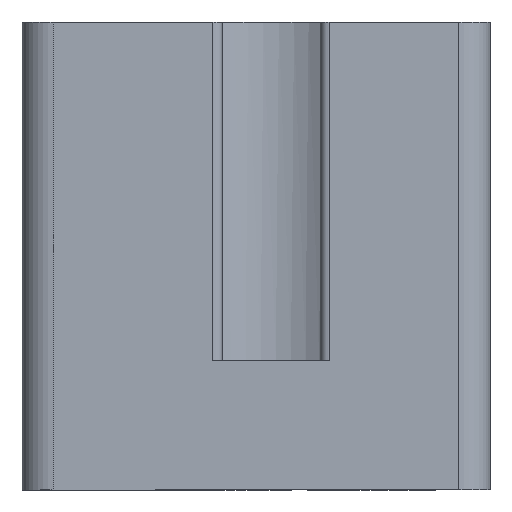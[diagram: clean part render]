
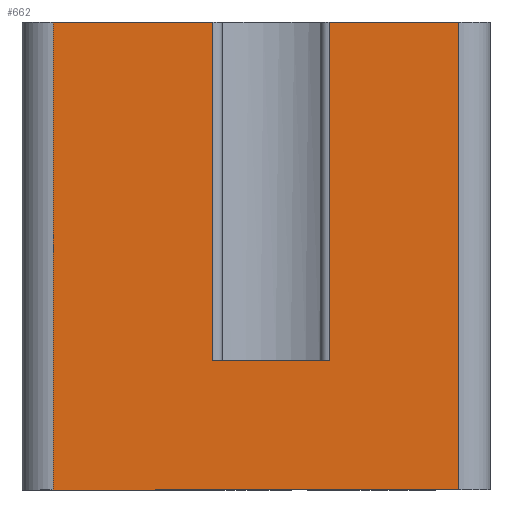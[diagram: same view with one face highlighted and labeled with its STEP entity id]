
A CAD part, front view. The second image highlights one B-rep face of the part: STEP entity #662.
In plain terms, the highlighted planar face has unit normal (0, -1, 0).
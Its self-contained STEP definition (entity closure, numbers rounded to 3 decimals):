
#26=PLANE('',#727);
#51=FACE_OUTER_BOUND('',#87,.T.);
#87=EDGE_LOOP('',(#502,#503,#504,#505,#506,#507,#508,#509,#510));
#119=LINE('',#990,#182);
#125=LINE('',#1003,#188);
#128=LINE('',#1015,#191);
#134=LINE('',#1039,#197);
#148=LINE('',#1072,#211);
#150=LINE('',#1077,#213);
#151=LINE('',#1079,#214);
#152=LINE('',#1081,#215);
#153=LINE('',#1082,#216);
#182=VECTOR('',#783,10.);
#188=VECTOR('',#793,10.);
#191=VECTOR('',#802,10.);
#197=VECTOR('',#822,10.);
#211=VECTOR('',#852,10.);
#213=VECTOR('',#858,10.);
#214=VECTOR('',#859,10.);
#215=VECTOR('',#860,10.);
#216=VECTOR('',#861,10.);
#279=VERTEX_POINT('',#983);
#282=VERTEX_POINT('',#988);
#287=VERTEX_POINT('',#1002);
#292=VERTEX_POINT('',#1012);
#293=VERTEX_POINT('',#1014);
#304=VERTEX_POINT('',#1038);
#315=VERTEX_POINT('',#1071);
#317=VERTEX_POINT('',#1078);
#318=VERTEX_POINT('',#1080);
#345=EDGE_CURVE('',#282,#279,#119,.T.);
#351=EDGE_CURVE('',#279,#287,#125,.T.);
#357=EDGE_CURVE('',#292,#293,#128,.T.);
#369=EDGE_CURVE('',#293,#304,#134,.T.);
#386=EDGE_CURVE('',#287,#315,#148,.T.);
#389=EDGE_CURVE('',#304,#282,#150,.T.);
#390=EDGE_CURVE('',#317,#292,#151,.T.);
#391=EDGE_CURVE('',#317,#318,#152,.T.);
#392=EDGE_CURVE('',#318,#315,#153,.T.);
#502=ORIENTED_EDGE('',*,*,#345,.F.);
#503=ORIENTED_EDGE('',*,*,#389,.F.);
#504=ORIENTED_EDGE('',*,*,#369,.F.);
#505=ORIENTED_EDGE('',*,*,#357,.F.);
#506=ORIENTED_EDGE('',*,*,#390,.F.);
#507=ORIENTED_EDGE('',*,*,#391,.T.);
#508=ORIENTED_EDGE('',*,*,#392,.T.);
#509=ORIENTED_EDGE('',*,*,#386,.F.);
#510=ORIENTED_EDGE('',*,*,#351,.F.);
#662=ADVANCED_FACE('',(#51),#26,.T.);
#727=AXIS2_PLACEMENT_3D('',#1076,#856,#857);
#783=DIRECTION('',(0.,0.,1.));
#793=DIRECTION('',(1.,0.,0.));
#802=DIRECTION('',(1.,0.,0.));
#822=DIRECTION('',(0.,0.,-1.));
#852=DIRECTION('',(0.,0.,-1.));
#856=DIRECTION('center_axis',(0.,-1.,0.));
#857=DIRECTION('ref_axis',(1.,0.,0.));
#858=DIRECTION('',(-1.,0.,0.));
#859=DIRECTION('',(0.,0.,1.));
#860=DIRECTION('',(-1.,0.,0.));
#861=DIRECTION('',(-1.,0.,0.));
#983=CARTESIAN_POINT('',(1.,4.1,15.));
#988=CARTESIAN_POINT('',(1.,4.1,0.));
#990=CARTESIAN_POINT('',(1.,4.1,10.));
#1002=CARTESIAN_POINT('',(6.114,4.1,15.));
#1003=CARTESIAN_POINT('',(0.,4.1,15.));
#1012=CARTESIAN_POINT('',(9.854,4.1,15.));
#1014=CARTESIAN_POINT('',(14.,4.1,15.));
#1015=CARTESIAN_POINT('',(0.,4.1,15.));
#1038=CARTESIAN_POINT('',(14.,4.1,0.));
#1039=CARTESIAN_POINT('',(14.,4.1,10.));
#1071=CARTESIAN_POINT('',(6.114,4.1,4.15));
#1072=CARTESIAN_POINT('',(6.114,4.1,10.));
#1076=CARTESIAN_POINT('Origin',(0.,4.1,10.));
#1077=CARTESIAN_POINT('',(11.25,4.1,0.));
#1078=CARTESIAN_POINT('',(9.854,4.1,4.15));
#1079=CARTESIAN_POINT('',(9.854,4.1,10.));
#1080=CARTESIAN_POINT('',(7.984,4.1,4.15));
#1081=CARTESIAN_POINT('',(5.021,4.1,4.15));
#1082=CARTESIAN_POINT('',(5.021,4.1,4.15));
